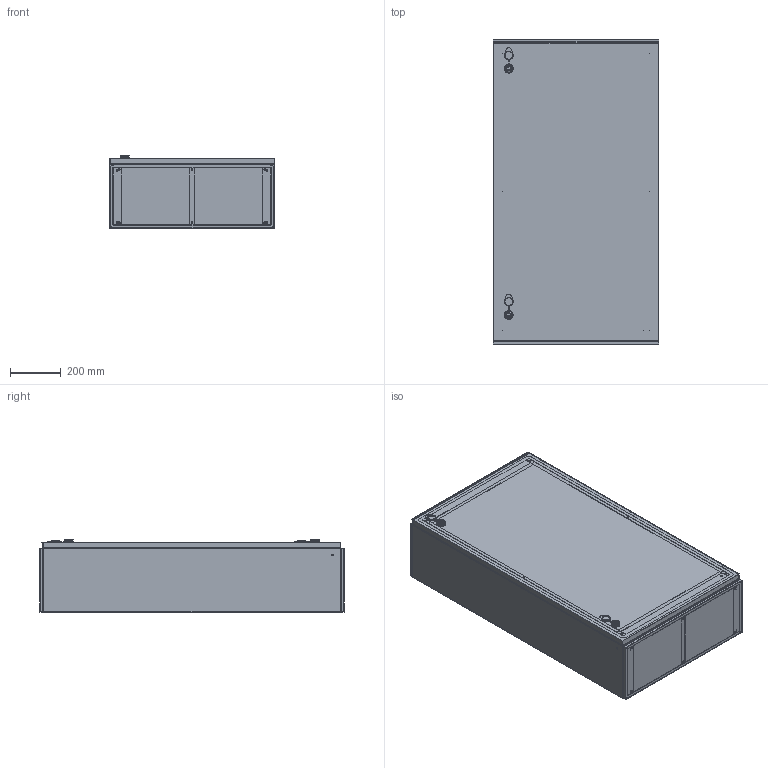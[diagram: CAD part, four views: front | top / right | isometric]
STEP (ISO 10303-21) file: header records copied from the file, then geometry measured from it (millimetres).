
FILE_DESCRIPTION (( 'STEP AP203' ), '1' );
FILE_NAME ('YKM40-06-65 Êîðïóñ ìåòàëëè÷åñêèé ÙÌÏ-6-0 74 Ó1 IP65 GARANT.STEP', '2016-08-30T08:47:54', ( '' ), ( '' ), 'SwSTEP 2.0', 'SolidWorks 2014', '' );
FILE_SCHEMA (( 'CONFIG_CONTROL_DESIGN' ));
Products named in the file (1): YKM40-06-65 Êîðïóñ ìåòàëëè÷åñêèé ÙÌÏ-6-0 74 Ó1 IP65 GARANT
Bounding box: 650 x 1198.8 x 284.4 mm (x, y, z)
Volume: 5132494 mm3; surface area: 7653697.2 mm2
Topology: 7 solids, 13 shells, 2482 faces, 6408 edges, 4188 vertices
Faces by surface type: plane 1424, cylinder 610, bspline 358, cone 90
Full cylindrical faces by diameter (mm): 1 x19, 3.6 x152, 4 x8, 4.2 x3, 4.3 x3, 5.2 x156, 5.5 x4, 6 x29, 6.5 x10, 6.9 x44, 7 x12, 7.5 x19, 8 x4, 10 x4, 14.2 x6, 16 x2, 30 x2, 32 x2, 33 x2, 35 x2
Entity records: 101004 total; most frequent: CARTESIAN_POINT 46480, ORIENTED_EDGE 10386, DIRECTION 10077, EDGE_CURVE 5193, EDGE_LOOP 4327, VERTEX_POINT 3810, AXIS2_PLACEMENT_3D 3419, FACE_OUTER_BOUND 3287
